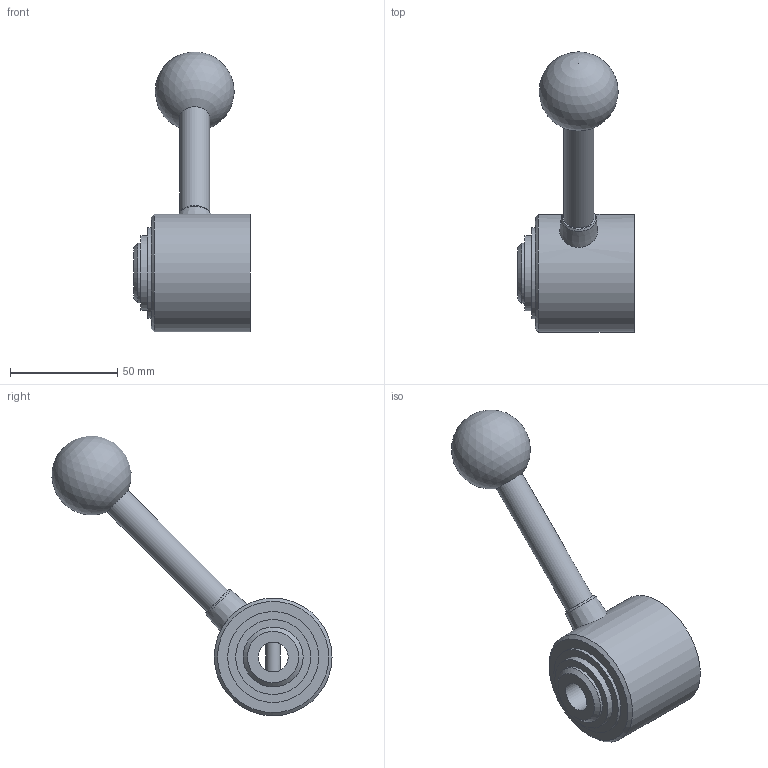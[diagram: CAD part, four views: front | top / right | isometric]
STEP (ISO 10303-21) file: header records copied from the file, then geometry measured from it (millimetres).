
FILE_DESCRIPTION( ( 'STEP AP214' ), '1' );
FILE_NAME( 'K0020.10_0.stp', '2020-11-24T14:48:58', ( '' ), ( '' ), ' ', 'PARTsolutions', ' ' );
FILE_SCHEMA( ( 'AUTOMOTIVE_DESIGN { 1 0 10303 214 1 1 1 1 }' ) );
Length unit declared in the file: millimetre
Products named in the file (1): _K0020.10_0
Bounding box: 54.5 x 130.84 x 130.71 mm (x, y, z)
Volume: 142991.6 mm3; surface area: 24209.1 mm2
Topology: 1 solids, 1 shells, 38 faces, 69 edges, 43 vertices
Faces by surface type: cylinder 14, plane 13, cone 10, sphere 1
Full cylindrical faces by diameter (mm): 4.917 x6, 6.76 x1, 14 x2, 28 x2, 35 x1, 42.5 x1, 55 x1
Entity records: 1316 total; most frequent: CARTESIAN_POINT 337, DIRECTION 150, EDGE_LOOP 78, ORIENTED_EDGE 78, AXIS2_PLACEMENT_3D 75, FACE_OUTER_BOUND 52, VERTEX_POINT 40, EDGE_CURVE 39
